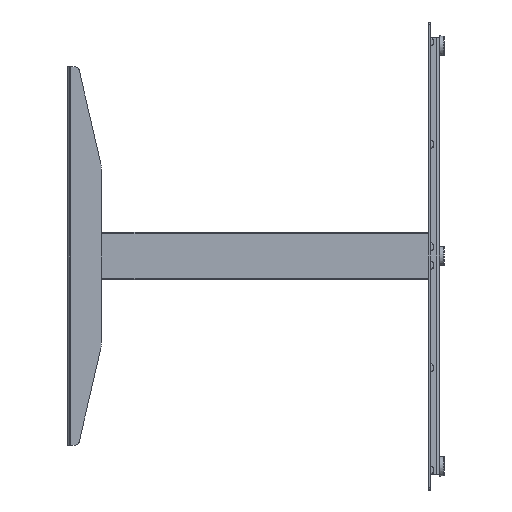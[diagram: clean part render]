
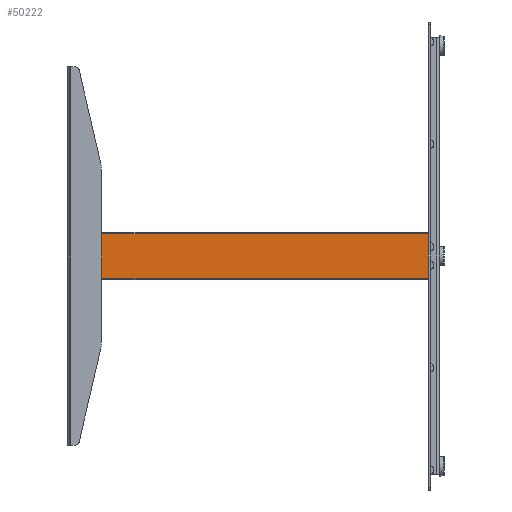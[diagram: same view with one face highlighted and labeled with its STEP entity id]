
A CAD part, left-side view. The second image highlights one B-rep face of the part: STEP entity #50222.
In plain terms, the highlighted planar face has unit normal (-1, 0, 0).
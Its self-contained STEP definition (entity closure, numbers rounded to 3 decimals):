
#1434 = ORIENTED_EDGE ( 'NONE', *, *, #36216, .T. ) ;
#3309 = DIRECTION ( 'NONE',  ( 0., 1., 0. ) ) ;
#4498 = LINE ( 'NONE', #40542, #45882 ) ;
#4995 = VECTOR ( 'NONE', #54063, 1000. ) ;
#5814 = EDGE_CURVE ( 'NONE', #9270, #55818, #4498, .T. ) ;
#6273 = AXIS2_PLACEMENT_3D ( 'NONE', #57122, #34458, #30001 ) ;
#6983 = DIRECTION ( 'NONE',  ( 0., 1., 0. ) ) ;
#9270 = VERTEX_POINT ( 'NONE', #50336 ) ;
#11169 = CARTESIAN_POINT ( 'NONE',  ( -636., 29.1, -42.5 ) ) ;
#11808 = EDGE_CURVE ( 'NONE', #55818, #51515, #34366, .T. ) ;
#12831 = CARTESIAN_POINT ( 'NONE',  ( -636., 29.1, 42.5 ) ) ;
#15528 = VECTOR ( 'NONE', #6983, 1000. ) ;
#16595 = PLANE ( 'NONE',  #6273 ) ;
#20118 = ORIENTED_EDGE ( 'NONE', *, *, #51697, .T. ) ;
#20419 = VECTOR ( 'NONE', #3309, 1000. ) ;
#26076 = CARTESIAN_POINT ( 'NONE',  ( -636., 666.1, -42.5 ) ) ;
#30001 = DIRECTION ( 'NONE',  ( 0., 0., -1. ) ) ;
#31580 = DIRECTION ( 'NONE',  ( 0., 0., -1. ) ) ;
#34366 = LINE ( 'NONE', #38251, #15528 ) ;
#34458 = DIRECTION ( 'NONE',  ( 1., 0., 0. ) ) ;
#36216 = EDGE_CURVE ( 'NONE', #9270, #55263, #52767, .T. ) ;
#37062 = ORIENTED_EDGE ( 'NONE', *, *, #11808, .F. ) ;
#38251 = CARTESIAN_POINT ( 'NONE',  ( -636., 29.1, -42.5 ) ) ;
#40542 = CARTESIAN_POINT ( 'NONE',  ( -636., 29.1, -42.5 ) ) ;
#42559 = ORIENTED_EDGE ( 'NONE', *, *, #5814, .F. ) ;
#44859 = FACE_OUTER_BOUND ( 'NONE', #51214, .T. ) ;
#45882 = VECTOR ( 'NONE', #31580, 1000. ) ;
#45992 = LINE ( 'NONE', #49574, #4995 ) ;
#46997 = CARTESIAN_POINT ( 'NONE',  ( -636., 666.1, 42.5 ) ) ;
#49574 = CARTESIAN_POINT ( 'NONE',  ( -636., 666.1, -42.5 ) ) ;
#50222 = ADVANCED_FACE ( 'NONE', ( #44859 ), #16595, .F. ) ;
#50336 = CARTESIAN_POINT ( 'NONE',  ( -636., 29.1, 42.5 ) ) ;
#51214 = EDGE_LOOP ( 'NONE', ( #20118, #37062, #42559, #1434 ) ) ;
#51515 = VERTEX_POINT ( 'NONE', #26076 ) ;
#51697 = EDGE_CURVE ( 'NONE', #55263, #51515, #45992, .T. ) ;
#52767 = LINE ( 'NONE', #12831, #20419 ) ;
#54063 = DIRECTION ( 'NONE',  ( 0., 0., -1. ) ) ;
#55263 = VERTEX_POINT ( 'NONE', #46997 ) ;
#55818 = VERTEX_POINT ( 'NONE', #11169 ) ;
#57122 = CARTESIAN_POINT ( 'NONE',  ( -636., 29.1, -42.5 ) ) ;
